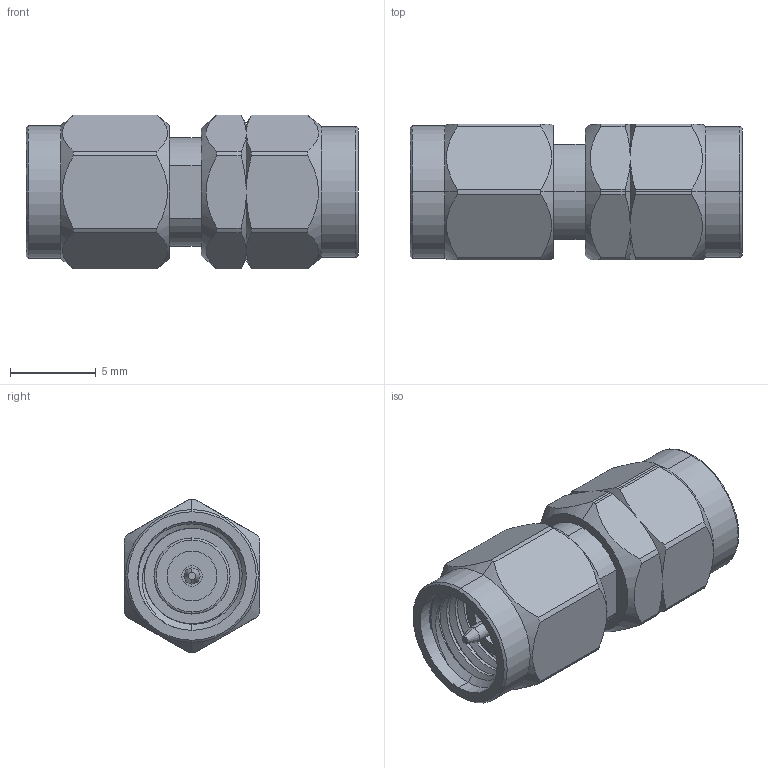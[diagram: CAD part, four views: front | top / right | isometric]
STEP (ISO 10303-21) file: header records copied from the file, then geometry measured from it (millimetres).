
FILE_DESCRIPTION (( 'STEP AP214' ), '1' );
FILE_NAME ('SM3970_3D.step', '2023-07-07T19:36:03', ( '' ), ( '' ), 'SwSTEP 2.0', 'SolidWorks 2022', '' );
FILE_SCHEMA (( 'AUTOMOTIVE_DESIGN' ));
Length unit declared in the file: inch
Products named in the file (1): SM3970_3D
Bounding box: 19.4 x 7.94 x 8.99 mm (x, y, z)
Volume: 737.8 mm3; surface area: 1004.6 mm2
Topology: 1 solids, 1 shells, 140 faces, 356 edges, 230 vertices
Faces by surface type: cylinder 68, cone 34, plane 28, bspline 8, torus 2
Entity records: 7026 total; most frequent: CARTESIAN_POINT 3787, ORIENTED_EDGE 712, DIRECTION 633, EDGE_CURVE 356, AXIS2_PLACEMENT_3D 261, VERTEX_POINT 230, EDGE_LOOP 152, FACE_OUTER_BOUND 140
